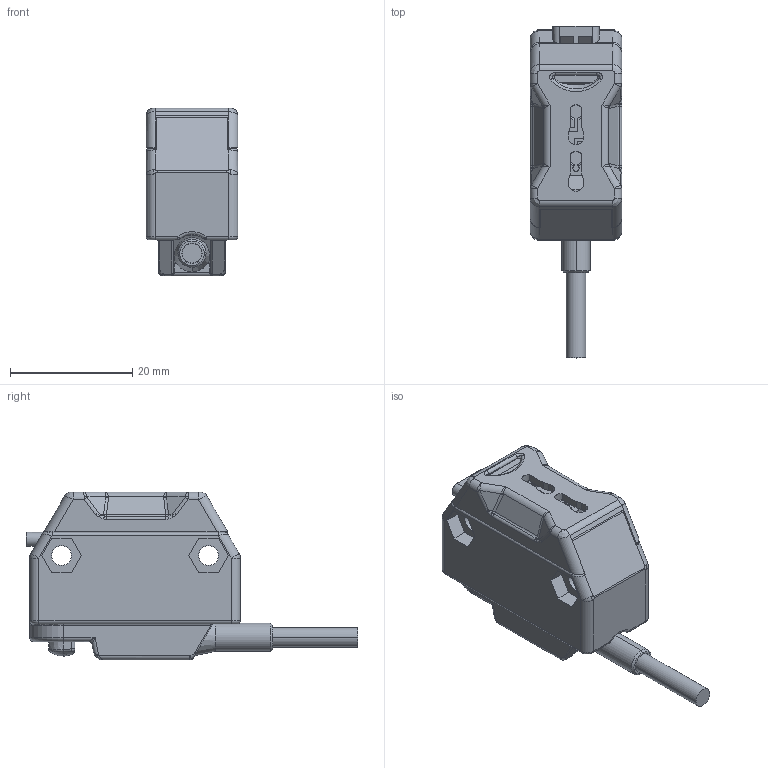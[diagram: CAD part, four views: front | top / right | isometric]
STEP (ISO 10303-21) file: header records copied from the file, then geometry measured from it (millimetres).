
FILE_DESCRIPTION((''),'2;1');
FILE_NAME('139430_SM01_ASM','2022-04-26T08:32:20',('PDMAdmin'),('BANNER ENGINEERING'),'CREO PARAMETRIC BY PTC INC, 2019292','CREO PARAMETRIC BY PTC INC, 2019292','');
FILE_SCHEMA(('CONFIG_CONTROL_DESIGN'));
Products named in the file (3): 139430_EP01; ASSEMBLY_55816; 139430_SM01_ASM
Assembly tree (2 placements, depth 2):
  139430_SM01_ASM
    139430_EP01
    ASSEMBLY_55816
Bounding box: 15 x 54.39 x 27.5 mm (x, y, z)
Volume: 11232.1 mm3; surface area: 4839.6 mm2
Topology: 2 solids, 2 shells, 463 faces, 1143 edges, 698 vertices
Faces by surface type: plane 190, cylinder 148, bspline 85, torus 19, sphere 12, cone 9
Entity records: 17205 total; most frequent: CARTESIAN_POINT 6753, ORIENTED_EDGE 2280, DIRECTION 1986, EDGE_CURVE 1140, VERTEX_POINT 698, AXIS2_PLACEMENT_3D 683, VECTOR 620, LINE 620
